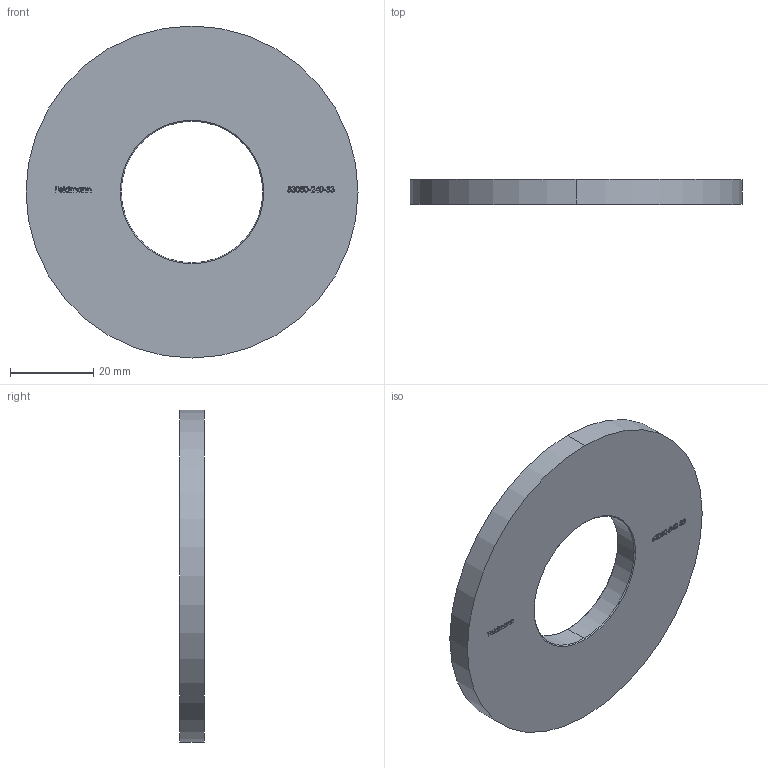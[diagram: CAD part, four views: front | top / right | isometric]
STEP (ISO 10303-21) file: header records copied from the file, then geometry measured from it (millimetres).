
FILE_DESCRIPTION (( 'STEP AP203' ), '1' );
FILE_NAME ('53080-240-33.step', '2020-10-21T10:55:55', ( '' ), ( '' ), 'SwSTEP 2.0', 'SolidWorks 2018', '' );
FILE_SCHEMA (( 'CONFIG_CONTROL_DESIGN' ));
Length unit declared in the file: millimetre
Products named in the file (2): 53080-240-33
Bounding box: 80 x 6 x 80 mm (x, y, z)
Volume: 24672.3 mm3; surface area: 10357.5 mm2
Topology: 1 solids, 1 shells, 283 faces, 752 edges, 500 vertices
Faces by surface type: bspline 148, plane 127, cone 4, cylinder 4
Entity records: 17061 total; most frequent: CARTESIAN_POINT 10869, ORIENTED_EDGE 1504, EDGE_CURVE 752, DIRECTION 742, VERTEX_POINT 500, VECTOR 444, LINE 444, EDGE_LOOP 314
